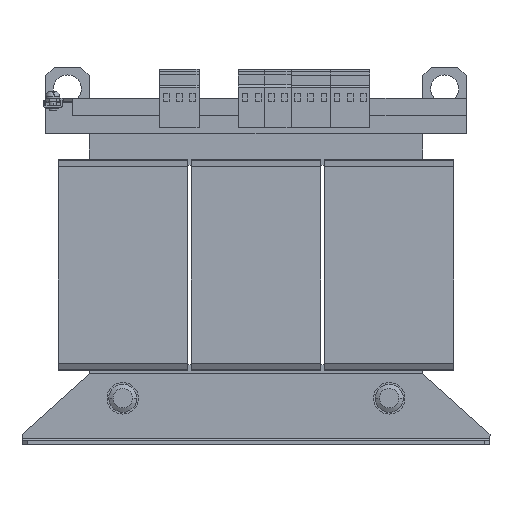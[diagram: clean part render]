
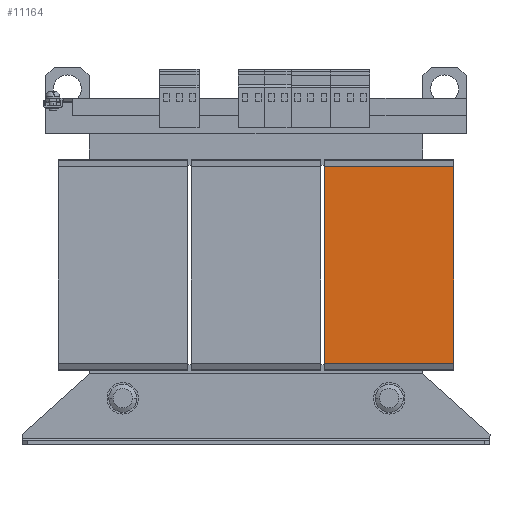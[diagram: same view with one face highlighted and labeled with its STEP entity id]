
A CAD part, top view. The second image highlights one B-rep face of the part: STEP entity #11164.
In plain terms, the highlighted planar face has unit normal (0, 0, 1).
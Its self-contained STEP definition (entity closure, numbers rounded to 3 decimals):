
#663 = AXIS2_PLACEMENT_3D ( 'NONE', #8403, #8464, #19845 ) ;
#812 = LINE ( 'NONE', #7856, #5384 ) ;
#1183 = VERTEX_POINT ( 'NONE', #12002 ) ;
#1708 = FACE_OUTER_BOUND ( 'NONE', #13941, .T. ) ;
#1806 = VERTEX_POINT ( 'NONE', #18544 ) ;
#3398 = DIRECTION ( 'NONE',  ( 0., -1., 0. ) ) ;
#3564 = PLANE ( 'NONE',  #663 ) ;
#3700 = LINE ( 'NONE', #10831, #11808 ) ;
#4149 = EDGE_CURVE ( 'Defeature ausgef�hrt4_51+Defeature ausgef�hrt4_60+Defeature ausgef�hrt4_50+Defeature ausgef�hrt4_52', #1806, #1183, #812, .T. ) ;
#5384 = VECTOR ( 'NONE', #20851, 1000. ) ;
#6461 = EDGE_CURVE ( 'Defeature ausgef�hrt4_59+Defeature ausgef�hrt4_51+Defeature ausgef�hrt4_50+Defeature ausgef�hrt4_52', #11302, #17815, #6648, .T. ) ;
#6648 = LINE ( 'NONE', #17902, #19389 ) ;
#7190 = VECTOR ( 'NONE', #12137, 1000. ) ;
#7353 = ORIENTED_EDGE ( 'NONE', *, *, #9279, .F. ) ;
#7856 = CARTESIAN_POINT ( 'NONE',  ( 39.1, 56., 40.1 ) ) ;
#8075 = CARTESIAN_POINT ( 'NONE',  ( 112.9, -56., 40.1 ) ) ;
#8403 = CARTESIAN_POINT ( 'NONE',  ( 112.9, 56., 40.1 ) ) ;
#8464 = DIRECTION ( 'NONE',  ( 0., 0., -1. ) ) ;
#8787 = ORIENTED_EDGE ( 'NONE', *, *, #6461, .F. ) ;
#8893 = CARTESIAN_POINT ( 'NONE',  ( 112.9, 56., 40.1 ) ) ;
#9279 = EDGE_CURVE ( 'Defeature ausgef�hrt4_52+Defeature ausgef�hrt4_51+Defeature ausgef�hrt4_59+Defeature ausgef�hrt4_60', #17815, #1183, #3700, .T. ) ;
#10831 = CARTESIAN_POINT ( 'NONE',  ( 112.9, -56., 40.1 ) ) ;
#11164 = ADVANCED_FACE ( 'Defeature ausgef�hrt4_51', ( #1708 ), #3564, .F. ) ;
#11302 = VERTEX_POINT ( 'NONE', #8893 ) ;
#11808 = VECTOR ( 'NONE', #19101, 1000. ) ;
#12002 = CARTESIAN_POINT ( 'NONE',  ( 39.1, -56., 40.1 ) ) ;
#12012 = LINE ( 'NONE', #12064, #7190 ) ;
#12064 = CARTESIAN_POINT ( 'NONE',  ( 112.9, 56., 40.1 ) ) ;
#12137 = DIRECTION ( 'NONE',  ( -1., 0., 0. ) ) ;
#13941 = EDGE_LOOP ( 'NONE', ( #18531, #7353, #8787, #19103 ) ) ;
#14645 = EDGE_CURVE ( 'Defeature ausgef�hrt4_51+Defeature ausgef�hrt4_50+Defeature ausgef�hrt4_59+Defeature ausgef�hrt4_60', #11302, #1806, #12012, .T. ) ;
#17815 = VERTEX_POINT ( 'NONE', #8075 ) ;
#17902 = CARTESIAN_POINT ( 'NONE',  ( 112.9, 56., 40.1 ) ) ;
#18531 = ORIENTED_EDGE ( 'NONE', *, *, #4149, .T. ) ;
#18544 = CARTESIAN_POINT ( 'NONE',  ( 39.1, 56., 40.1 ) ) ;
#19101 = DIRECTION ( 'NONE',  ( -1., 0., 0. ) ) ;
#19103 = ORIENTED_EDGE ( 'NONE', *, *, #14645, .T. ) ;
#19389 = VECTOR ( 'NONE', #3398, 1000. ) ;
#19845 = DIRECTION ( 'NONE',  ( -1., 0., 0. ) ) ;
#20851 = DIRECTION ( 'NONE',  ( 0., -1., 0. ) ) ;
